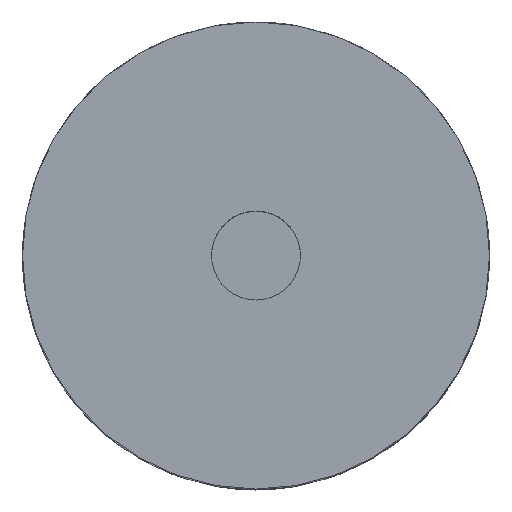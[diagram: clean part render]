
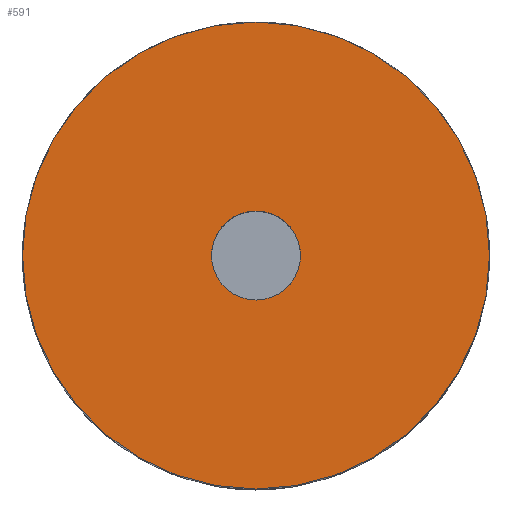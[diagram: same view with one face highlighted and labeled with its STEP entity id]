
A CAD part, top view. The second image highlights one B-rep face of the part: STEP entity #591.
In plain terms, the highlighted planar face has unit normal (0, 0, 1).
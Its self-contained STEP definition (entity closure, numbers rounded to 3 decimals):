
#591=ADVANCED_FACE('',(#1237,#1238),#1239,.T.);
#1237=FACE_BOUND('',#1657,.T.);
#1238=FACE_OUTER_BOUND('',#1658,.T.);
#1239=PLANE('',#1659);
#1657=EDGE_LOOP('',(#2320,#2321));
#1658=EDGE_LOOP('',(#2322,#2323));
#1659=AXIS2_PLACEMENT_3D('',#2324,#2325,#2326);
#2320=ORIENTED_EDGE('',*,*,#3462,.T.);
#2321=ORIENTED_EDGE('',*,*,#3433,.T.);
#2322=ORIENTED_EDGE('',*,*,#3415,.T.);
#2323=ORIENTED_EDGE('',*,*,#3477,.T.);
#2324=CARTESIAN_POINT('',(0.0,0.0,29.8));
#2325=DIRECTION('',(0.0,0.0,1.0));
#2326=DIRECTION('',(1.0,0.0,0.0));
#3415=EDGE_CURVE('',#3911,#3909,#3912,.T.);
#3433=EDGE_CURVE('',#3945,#3943,#3946,.T.);
#3462=EDGE_CURVE('',#3943,#3945,#3993,.T.);
#3477=EDGE_CURVE('',#3909,#3911,#4014,.T.);
#3909=VERTEX_POINT('',#4474);
#3911=VERTEX_POINT('',#4477);
#3912=CIRCLE('',#4478,25.0);
#3943=VERTEX_POINT('',#4591);
#3945=VERTEX_POINT('',#4594);
#3946=CIRCLE('',#4595,4.765);
#3993=CIRCLE('',#4717,4.765);
#4014=CIRCLE('',#4742,25.0);
#4474=CARTESIAN_POINT('',(-25.0,0.,29.8));
#4477=CARTESIAN_POINT('',(25.0,0.0,29.8));
#4478=AXIS2_PLACEMENT_3D('',#5723,#5724,#5725);
#4591=CARTESIAN_POINT('',(0.,-4.765,29.8));
#4594=CARTESIAN_POINT('',(0.,4.765,29.8));
#4595=AXIS2_PLACEMENT_3D('',#5751,#5752,#5753);
#4717=AXIS2_PLACEMENT_3D('',#5797,#5798,#5799);
#4742=AXIS2_PLACEMENT_3D('',#5834,#5835,#5836);
#5723=CARTESIAN_POINT('',(0.0,0.0,29.8));
#5724=DIRECTION('',(0.0,0.0,1.0));
#5725=DIRECTION('',(1.0,0.0,0.0));
#5751=CARTESIAN_POINT('',(0.0,0.0,29.8));
#5752=DIRECTION('',(0.0,0.0,-1.0));
#5753=DIRECTION('',(0.0,1.0,0.0));
#5797=CARTESIAN_POINT('',(0.0,0.0,29.8));
#5798=DIRECTION('',(0.0,0.0,-1.0));
#5799=DIRECTION('',(0.0,1.0,0.0));
#5834=CARTESIAN_POINT('',(0.0,0.0,29.8));
#5835=DIRECTION('',(0.0,0.0,1.0));
#5836=DIRECTION('',(1.0,0.0,0.0));
